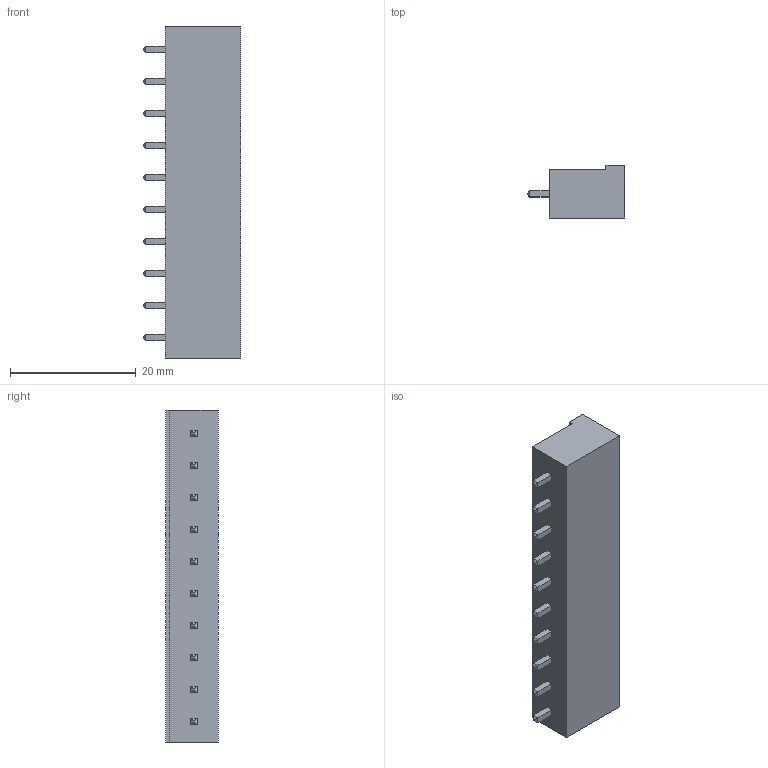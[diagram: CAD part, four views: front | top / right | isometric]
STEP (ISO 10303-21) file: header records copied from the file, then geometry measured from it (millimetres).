
FILE_DESCRIPTION (( 'STEP AP214' ), '1' );
FILE_NAME ('User Library-Green 10w Plug 5.08mm PCB.STEP', '2019-01-31T12:06:35', ( '' ), ( '' ), 'SwSTEP 2.0', 'SolidWorks 2019', '' );
FILE_SCHEMA (( 'AUTOMOTIVE_DESIGN' ));
Length unit declared in the file: millimetre
Products named in the file (1): User Library-Green 10w Plug 5.08mm PCB
Bounding box: 15.5 x 8.35 x 52.72 mm (x, y, z)
Volume: 2274.2 mm3; surface area: 3861.5 mm2
Topology: 1 solids, 1 shells, 223 faces, 520 edges, 320 vertices
Faces by surface type: plane 203, cylinder 20
Entity records: 6188 total; most frequent: CARTESIAN_POINT 1064, ORIENTED_EDGE 1040, DIRECTION 1008, EDGE_CURVE 520, LINE 480, VECTOR 480, VERTEX_POINT 320, AXIS2_PLACEMENT_3D 264
